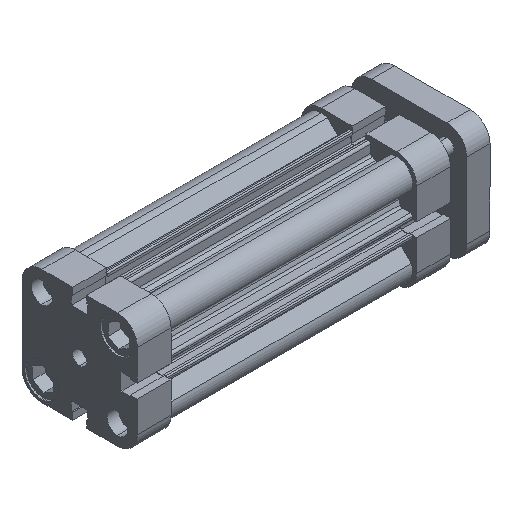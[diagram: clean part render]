
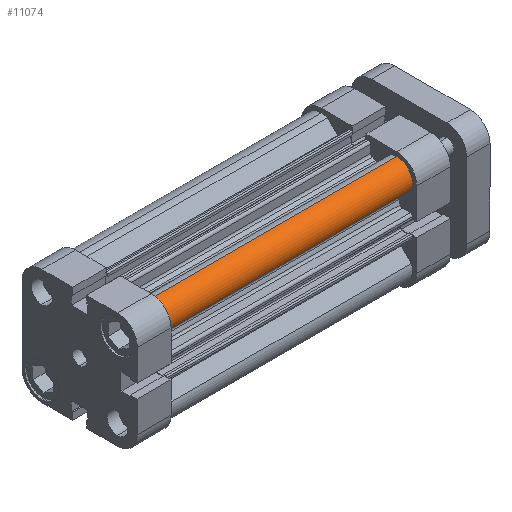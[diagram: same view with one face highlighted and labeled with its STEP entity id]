
A CAD part, isometric view. The second image highlights one B-rep face of the part: STEP entity #11074.
In plain terms, the highlighted cylindrical face has radius 6.75 mm (diameter 13.5 mm), a partial arc.
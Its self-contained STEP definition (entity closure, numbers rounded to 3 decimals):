
#1077 = FACE_OUTER_BOUND ( 'NONE', #10578, .T. ) ;
#1080 = CYLINDRICAL_SURFACE ( 'NONE', #7787, 6.75 ) ;
#2276 = DIRECTION ( 'NONE',  ( -1., 0., 0. ) ) ;
#2277 = DIRECTION ( 'NONE',  ( 0., 0., -1. ) ) ;
#2278 = CARTESIAN_POINT ( 'NONE',  ( -16.25, -16.25, 105.5 ) ) ;
#3240 = ORIENTED_EDGE ( 'NONE', *, *, #9272, .F. ) ;
#3241 = ORIENTED_EDGE ( 'NONE', *, *, #9261, .T. ) ;
#3242 = ORIENTED_EDGE ( 'NONE', *, *, #9270, .T. ) ;
#3243 = ORIENTED_EDGE ( 'NONE', *, *, #9271, .F. ) ;
#4836 = VERTEX_POINT ( 'NONE', #6424 ) ;
#4838 = VERTEX_POINT ( 'NONE', #6426 ) ;
#4862 = VERTEX_POINT ( 'NONE', #6450 ) ;
#4882 = VERTEX_POINT ( 'NONE', #6470 ) ;
#5271 = CIRCLE ( 'NONE', #10080, 6.75 ) ;
#5278 = LINE ( 'NONE', #6973, #5279 ) ;
#5279 = VECTOR ( 'NONE', #6974, 1000. ) ;
#5284 = LINE ( 'NONE', #6968, #5285 ) ;
#5285 = VECTOR ( 'NONE', #6969, 1000. ) ;
#5287 = CIRCLE ( 'NONE', #10084, 6.75 ) ;
#6424 = CARTESIAN_POINT ( 'NONE',  ( -23., -16.25, 105.5 ) ) ;
#6426 = CARTESIAN_POINT ( 'NONE',  ( -13.633, -22.472, 105.5 ) ) ;
#6450 = CARTESIAN_POINT ( 'NONE',  ( -13.633, -22.472, 0. ) ) ;
#6470 = CARTESIAN_POINT ( 'NONE',  ( -23., -16.25, 0. ) ) ;
#6946 = CARTESIAN_POINT ( 'NONE',  ( -16.25, -16.25, 0. ) ) ;
#6947 = DIRECTION ( 'NONE',  ( 0., 0., 1. ) ) ;
#6948 = DIRECTION ( 'NONE',  ( -1., 0., 0. ) ) ;
#6966 = CARTESIAN_POINT ( 'NONE',  ( -16.25, -16.25, 105.5 ) ) ;
#6968 = CARTESIAN_POINT ( 'NONE',  ( -23., -16.25, 105.5 ) ) ;
#6969 = DIRECTION ( 'NONE',  ( 0., 0., -1. ) ) ;
#6970 = DIRECTION ( 'NONE',  ( 0., 0., 1. ) ) ;
#6971 = DIRECTION ( 'NONE',  ( -1., 0., 0. ) ) ;
#6973 = CARTESIAN_POINT ( 'NONE',  ( -13.633, -22.472, 105.5 ) ) ;
#6974 = DIRECTION ( 'NONE',  ( 0., 0., -1. ) ) ;
#7787 = AXIS2_PLACEMENT_3D ( 'NONE', #2278, #2277, #2276 ) ;
#9261 = EDGE_CURVE ( 'NONE', #4882, #4862, #5271, .T. ) ;
#9270 = EDGE_CURVE ( 'NONE', #4836, #4882, #5284, .T. ) ;
#9271 = EDGE_CURVE ( 'NONE', #4836, #4838, #5287, .T. ) ;
#9272 = EDGE_CURVE ( 'NONE', #4838, #4862, #5278, .T. ) ;
#10080 = AXIS2_PLACEMENT_3D ( 'NONE', #6946, #6947, #6948 ) ;
#10084 = AXIS2_PLACEMENT_3D ( 'NONE', #6966, #6970, #6971 ) ;
#10578 = EDGE_LOOP ( 'NONE', ( #3243, #3242, #3241, #3240 ) ) ;
#11074 = ADVANCED_FACE ( 'NONE', ( #1077 ), #1080, .T. ) ;
